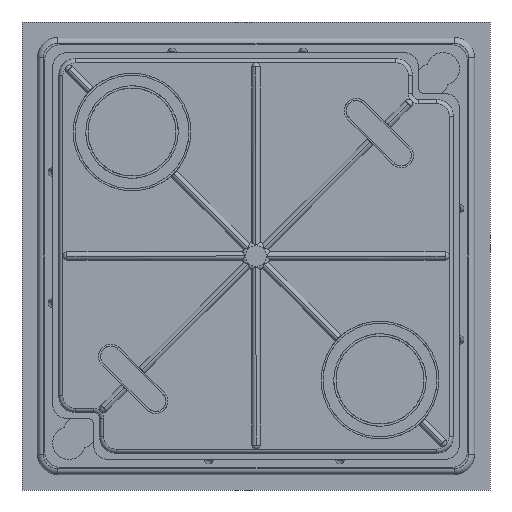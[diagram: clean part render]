
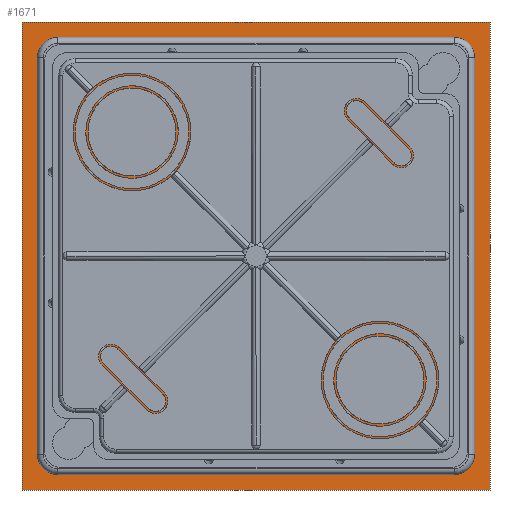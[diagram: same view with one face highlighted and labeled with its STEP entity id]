
A CAD part, front view. The second image highlights one B-rep face of the part: STEP entity #1671.
In plain terms, the highlighted planar face has unit normal (0, -1, 0).
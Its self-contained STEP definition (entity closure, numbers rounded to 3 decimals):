
#329 = CIRCLE ( 'NONE', #3816, 1.7 ) ;
#620 = CARTESIAN_POINT ( 'NONE',  ( -1.202, 0., -1.202 ) ) ;
#740 = VERTEX_POINT ( 'NONE', #26425 ) ;
#800 = DIRECTION ( 'NONE',  ( 0., -1., 0. ) ) ;
#883 = CARTESIAN_POINT ( 'NONE',  ( -48.083, 0., 45.679 ) ) ;
#966 = ORIENTED_EDGE ( 'NONE', *, *, #11915, .F. ) ;
#1059 = VERTEX_POINT ( 'NONE', #4189 ) ;
#1671 = ADVANCED_FACE ( 'NONE', ( #27905, #22037, #4537 ), #25762, .T. ) ;
#1909 = DIRECTION ( 'NONE',  ( 0., 0., -1. ) ) ;
#2314 = CIRCLE ( 'NONE', #23682, 1.7 ) ;
#2452 = VECTOR ( 'NONE', #2836, 1000. ) ;
#2772 = LINE ( 'NONE', #28323, #19555 ) ;
#2836 = DIRECTION ( 'NONE',  ( 0.707, 0., -0.707 ) ) ;
#2906 = EDGE_CURVE ( 'NONE', #4018, #20090, #27169, .T. ) ;
#2975 = EDGE_CURVE ( 'NONE', #6225, #14837, #8277, .T. ) ;
#3094 = CARTESIAN_POINT ( 'NONE',  ( 1.202, 0., 1.202 ) ) ;
#3617 = EDGE_CURVE ( 'NONE', #6805, #4018, #329, .T. ) ;
#3816 = AXIS2_PLACEMENT_3D ( 'NONE', #28203, #15059, #1909 ) ;
#4018 = VERTEX_POINT ( 'NONE', #17113 ) ;
#4189 = CARTESIAN_POINT ( 'NONE',  ( -57.25, 0., 57.25 ) ) ;
#4537 = FACE_OUTER_BOUND ( 'NONE', #7307, .T. ) ;
#4923 = CARTESIAN_POINT ( 'NONE',  ( -46.881, 0., 46.881 ) ) ;
#5364 = EDGE_CURVE ( 'NONE', #28095, #26164, #2314, .T. ) ;
#5602 = EDGE_CURVE ( 'NONE', #28291, #17013, #28221, .T. ) ;
#5748 = VERTEX_POINT ( 'NONE', #24084 ) ;
#5811 = CARTESIAN_POINT ( 'NONE',  ( 57.25, 0., -57.25 ) ) ;
#5828 = ORIENTED_EDGE ( 'NONE', *, *, #18249, .F. ) ;
#5863 = CARTESIAN_POINT ( 'NONE',  ( 46.881, 0., -46.881 ) ) ;
#6165 = DIRECTION ( 'NONE',  ( -1., 0., 0. ) ) ;
#6184 = CIRCLE ( 'NONE', #22045, 1.7 ) ;
#6225 = VERTEX_POINT ( 'NONE', #17035 ) ;
#6318 = VECTOR ( 'NONE', #23149, 1000. ) ;
#6510 = LINE ( 'NONE', #8769, #11376 ) ;
#6805 = VERTEX_POINT ( 'NONE', #7680 ) ;
#6813 = ORIENTED_EDGE ( 'NONE', *, *, #18705, .F. ) ;
#7144 = DIRECTION ( 'NONE',  ( 0., 0., -1. ) ) ;
#7307 = EDGE_LOOP ( 'NONE', ( #5828, #16679, #25063, #22021 ) ) ;
#7317 = ORIENTED_EDGE ( 'NONE', *, *, #27635, .F. ) ;
#7352 = CARTESIAN_POINT ( 'NONE',  ( -46.881, 0., 46.881 ) ) ;
#7469 = VERTEX_POINT ( 'NONE', #25461 ) ;
#7594 = VECTOR ( 'NONE', #12520, 1000. ) ;
#7680 = CARTESIAN_POINT ( 'NONE',  ( -47.305, 0., 44.901 ) ) ;
#7683 = EDGE_CURVE ( 'NONE', #26164, #7469, #6510, .T. ) ;
#8087 = DIRECTION ( 'NONE',  ( 0., 0., -1. ) ) ;
#8277 = LINE ( 'NONE', #14221, #7594 ) ;
#8313 = DIRECTION ( 'NONE',  ( 0., -1., 0. ) ) ;
#8689 = DIRECTION ( 'NONE',  ( 0., 0., 1. ) ) ;
#8769 = CARTESIAN_POINT ( 'NONE',  ( -1.202, 0., -1.202 ) ) ;
#9242 = ORIENTED_EDGE ( 'NONE', *, *, #14903, .F. ) ;
#9530 = EDGE_LOOP ( 'NONE', ( #6813, #14203, #9242, #18267, #25018 ) ) ;
#9564 = DIRECTION ( 'NONE',  ( 0., 0., -1. ) ) ;
#9854 = AXIS2_PLACEMENT_3D ( 'NONE', #4923, #20262, #7144 ) ;
#10738 = VECTOR ( 'NONE', #6165, 1000. ) ;
#10949 = ORIENTED_EDGE ( 'NONE', *, *, #17934, .F. ) ;
#11376 = VECTOR ( 'NONE', #26324, 1000. ) ;
#11915 = EDGE_CURVE ( 'NONE', #20090, #740, #20071, .T. ) ;
#12034 = VERTEX_POINT ( 'NONE', #883 ) ;
#12254 = EDGE_LOOP ( 'NONE', ( #23184, #7317, #10949, #966, #25338 ) ) ;
#12449 = DIRECTION ( 'NONE',  ( 0., -1., 0. ) ) ;
#12520 = DIRECTION ( 'NONE',  ( -0.707, 0., 0.707 ) ) ;
#13947 = CARTESIAN_POINT ( 'NONE',  ( 46.103, 0., -46.103 ) ) ;
#14108 = CIRCLE ( 'NONE', #20212, 1.7 ) ;
#14203 = ORIENTED_EDGE ( 'NONE', *, *, #2975, .F. ) ;
#14221 = CARTESIAN_POINT ( 'NONE',  ( 1.202, 0., 1.202 ) ) ;
#14784 = VECTOR ( 'NONE', #20543, 1000. ) ;
#14837 = VERTEX_POINT ( 'NONE', #23113 ) ;
#14903 = EDGE_CURVE ( 'NONE', #7469, #6225, #21431, .T. ) ;
#15059 = DIRECTION ( 'NONE',  ( 0., -1., 0. ) ) ;
#15657 = EDGE_CURVE ( 'NONE', #1059, #5748, #24506, .T. ) ;
#16139 = DIRECTION ( 'NONE',  ( 0., 0., -1. ) ) ;
#16287 = CARTESIAN_POINT ( 'NONE',  ( -57.25, 0., -57.25 ) ) ;
#16529 = CARTESIAN_POINT ( 'NONE',  ( -57.25, 0., 57.25 ) ) ;
#16679 = ORIENTED_EDGE ( 'NONE', *, *, #15657, .F. ) ;
#17013 = VERTEX_POINT ( 'NONE', #16287 ) ;
#17035 = CARTESIAN_POINT ( 'NONE',  ( 48.083, 0., -45.679 ) ) ;
#17113 = CARTESIAN_POINT ( 'NONE',  ( -44.901, 0., 47.305 ) ) ;
#17376 = CARTESIAN_POINT ( 'NONE',  ( -57.25, 0., 57.25 ) ) ;
#17934 = EDGE_CURVE ( 'NONE', #740, #12034, #14108, .T. ) ;
#18249 = EDGE_CURVE ( 'NONE', #5748, #28291, #2772, .T. ) ;
#18267 = ORIENTED_EDGE ( 'NONE', *, *, #7683, .F. ) ;
#18705 = EDGE_CURVE ( 'NONE', #14837, #28095, #6184, .T. ) ;
#19218 = CARTESIAN_POINT ( 'NONE',  ( 0., 0., 0. ) ) ;
#19354 = LINE ( 'NONE', #17376, #24522 ) ;
#19555 = VECTOR ( 'NONE', #23996, 1000. ) ;
#20071 = CIRCLE ( 'NONE', #9854, 1.7 ) ;
#20090 = VERTEX_POINT ( 'NONE', #24631 ) ;
#20212 = AXIS2_PLACEMENT_3D ( 'NONE', #7352, #22666, #9564 ) ;
#20262 = DIRECTION ( 'NONE',  ( 0., -1., 0. ) ) ;
#20543 = DIRECTION ( 'NONE',  ( -0.707, 0., 0.707 ) ) ;
#21183 = DIRECTION ( 'NONE',  ( 0., -1., 0. ) ) ;
#21431 = CIRCLE ( 'NONE', #21627, 1.7 ) ;
#21483 = CARTESIAN_POINT ( 'NONE',  ( -57.25, 0., -57.25 ) ) ;
#21627 = AXIS2_PLACEMENT_3D ( 'NONE', #5863, #21183, #8087 ) ;
#22002 = LINE ( 'NONE', #620, #2452 ) ;
#22021 = ORIENTED_EDGE ( 'NONE', *, *, #5602, .F. ) ;
#22037 = FACE_BOUND ( 'NONE', #12254, .T. ) ;
#22045 = AXIS2_PLACEMENT_3D ( 'NONE', #25563, #12449, #27790 ) ;
#22666 = DIRECTION ( 'NONE',  ( 0., -1., 0. ) ) ;
#23113 = CARTESIAN_POINT ( 'NONE',  ( 47.305, 0., -44.901 ) ) ;
#23149 = DIRECTION ( 'NONE',  ( 1., 0., 0. ) ) ;
#23184 = ORIENTED_EDGE ( 'NONE', *, *, #3617, .F. ) ;
#23263 = AXIS2_PLACEMENT_3D ( 'NONE', #19218, #8313, #23625 ) ;
#23420 = CARTESIAN_POINT ( 'NONE',  ( 44.901, 0., -47.305 ) ) ;
#23625 = DIRECTION ( 'NONE',  ( 0., 0., -1. ) ) ;
#23682 = AXIS2_PLACEMENT_3D ( 'NONE', #13947, #800, #16139 ) ;
#23996 = DIRECTION ( 'NONE',  ( 0., 0., -1. ) ) ;
#24084 = CARTESIAN_POINT ( 'NONE',  ( 57.25, 0., 57.25 ) ) ;
#24506 = LINE ( 'NONE', #16529, #6318 ) ;
#24518 = EDGE_CURVE ( 'NONE', #17013, #1059, #19354, .T. ) ;
#24522 = VECTOR ( 'NONE', #8689, 1000. ) ;
#24631 = CARTESIAN_POINT ( 'NONE',  ( -45.679, 0., 48.083 ) ) ;
#25018 = ORIENTED_EDGE ( 'NONE', *, *, #5364, .F. ) ;
#25063 = ORIENTED_EDGE ( 'NONE', *, *, #24518, .F. ) ;
#25338 = ORIENTED_EDGE ( 'NONE', *, *, #2906, .F. ) ;
#25461 = CARTESIAN_POINT ( 'NONE',  ( 45.679, 0., -48.083 ) ) ;
#25563 = CARTESIAN_POINT ( 'NONE',  ( 46.103, 0., -46.103 ) ) ;
#25762 = PLANE ( 'NONE',  #23263 ) ;
#26164 = VERTEX_POINT ( 'NONE', #23420 ) ;
#26324 = DIRECTION ( 'NONE',  ( 0.707, 0., -0.707 ) ) ;
#26425 = CARTESIAN_POINT ( 'NONE',  ( -46.881, 0., 48.581 ) ) ;
#26476 = CARTESIAN_POINT ( 'NONE',  ( 46.103, 0., -44.403 ) ) ;
#27169 = LINE ( 'NONE', #3094, #14784 ) ;
#27635 = EDGE_CURVE ( 'NONE', #12034, #6805, #22002, .T. ) ;
#27790 = DIRECTION ( 'NONE',  ( 0., 0., -1. ) ) ;
#27905 = FACE_BOUND ( 'NONE', #9530, .T. ) ;
#28095 = VERTEX_POINT ( 'NONE', #26476 ) ;
#28203 = CARTESIAN_POINT ( 'NONE',  ( -46.103, 0., 46.103 ) ) ;
#28221 = LINE ( 'NONE', #21483, #10738 ) ;
#28291 = VERTEX_POINT ( 'NONE', #5811 ) ;
#28323 = CARTESIAN_POINT ( 'NONE',  ( 57.25, 0., 57.25 ) ) ;
